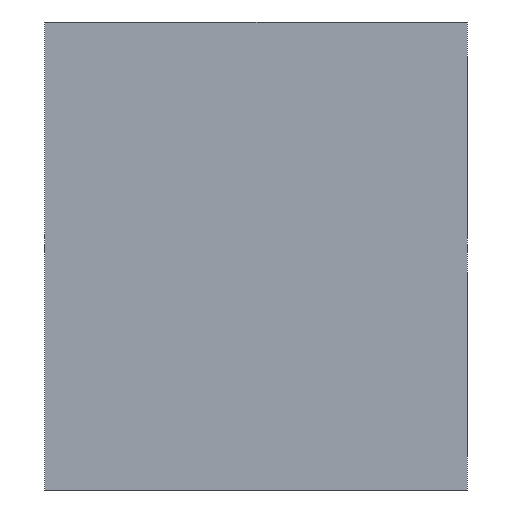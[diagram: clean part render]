
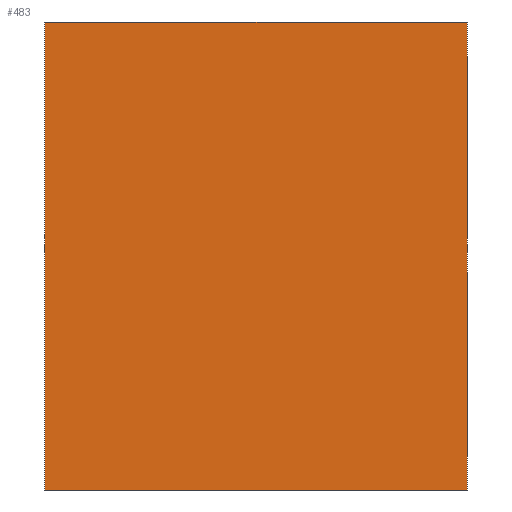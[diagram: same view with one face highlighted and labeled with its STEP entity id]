
A CAD part, left-side view. The second image highlights one B-rep face of the part: STEP entity #483.
In plain terms, the highlighted planar face has unit normal (-1, 0, 0).
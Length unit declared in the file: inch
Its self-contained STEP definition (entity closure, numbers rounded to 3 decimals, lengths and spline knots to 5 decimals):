
#41=FACE_OUTER_BOUND('',#65,.T.);
#65=EDGE_LOOP('',(#421,#422,#423,#424));
#110=LINE('',#722,#176);
#130=LINE('',#758,#196);
#132=LINE('',#762,#198);
#133=LINE('',#763,#199);
#176=VECTOR('',#589,0.3937);
#196=VECTOR('',#621,0.3937);
#198=VECTOR('',#625,0.3937);
#199=VECTOR('',#626,0.3937);
#231=VERTEX_POINT('',#715);
#234=VERTEX_POINT('',#720);
#244=VERTEX_POINT('',#757);
#245=VERTEX_POINT('',#761);
#286=EDGE_CURVE('',#234,#231,#110,.T.);
#306=EDGE_CURVE('',#244,#231,#130,.T.);
#308=EDGE_CURVE('',#244,#245,#132,.T.);
#309=EDGE_CURVE('',#245,#234,#133,.T.);
#421=ORIENTED_EDGE('',*,*,#308,.F.);
#422=ORIENTED_EDGE('',*,*,#306,.T.);
#423=ORIENTED_EDGE('',*,*,#286,.F.);
#424=ORIENTED_EDGE('',*,*,#309,.F.);
#462=PLANE('',#519);
#483=ADVANCED_FACE('',(#41),#462,.T.);
#519=AXIS2_PLACEMENT_3D('',#760,#623,#624);
#589=DIRECTION('',(0.,-1.,0.));
#621=DIRECTION('',(0.,0.,1.));
#623=DIRECTION('center_axis',(-1.,0.,0.));
#624=DIRECTION('ref_axis',(0.,-1.,0.));
#625=DIRECTION('',(0.,1.,0.));
#626=DIRECTION('',(0.,0.,1.));
#715=CARTESIAN_POINT('',(-1.25,-1.,10.25));
#720=CARTESIAN_POINT('',(-1.25,8.25,10.25));
#722=CARTESIAN_POINT('',(-1.25,5.9375,10.25));
#757=CARTESIAN_POINT('',(-1.25,-1.,0.));
#758=CARTESIAN_POINT('',(-1.25,-1.,0.));
#760=CARTESIAN_POINT('Origin',(-1.25,8.25,0.));
#761=CARTESIAN_POINT('',(-1.25,8.25,0.));
#762=CARTESIAN_POINT('',(-1.25,-1.,0.));
#763=CARTESIAN_POINT('',(-1.25,8.25,0.));
